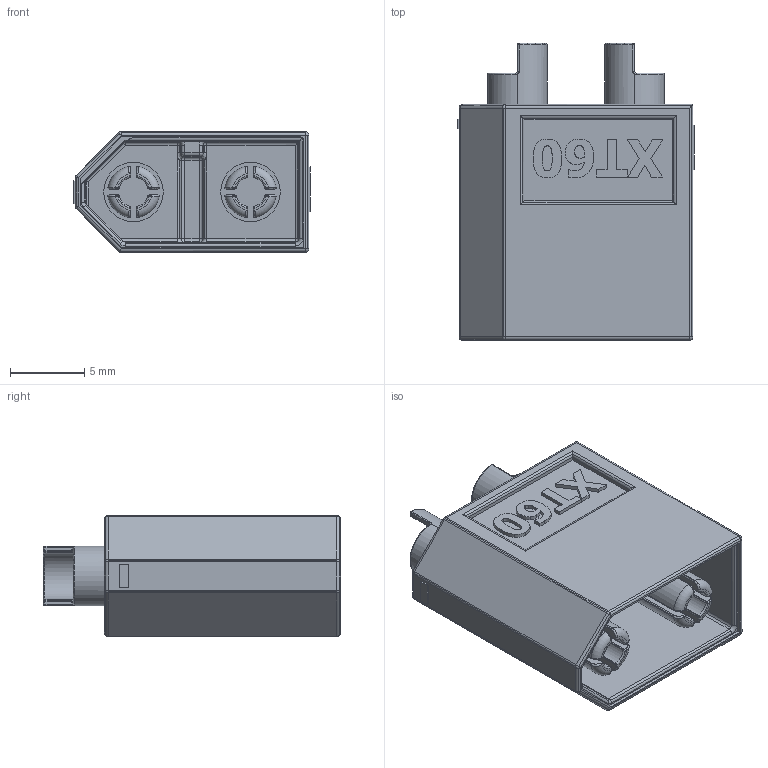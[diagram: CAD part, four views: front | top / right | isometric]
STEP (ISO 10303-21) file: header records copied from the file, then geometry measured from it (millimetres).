
FILE_DESCRIPTION (( 'STEP AP214' ), '1' );
FILE_NAME ('XT60 Male Connector.STEP', '2019-06-25T21:06:29', ( '' ), ( '' ), 'SwSTEP 2.0', 'SolidWorks 2019', '' );
FILE_SCHEMA (( 'AUTOMOTIVE_DESIGN' ));
Length unit declared in the file: millimetre
Products named in the file (1): XT60 Male Connector
Bounding box: 15.94 x 19.98 x 8.13 mm (x, y, z)
Volume: 1019.8 mm3; surface area: 2247.5 mm2
Topology: 3 solids, 3 shells, 606 faces, 1514 edges, 906 vertices
Faces by surface type: cylinder 280, plane 150, bspline 93, sphere 44, torus 35, cone 4
Entity records: 25880 total; most frequent: CARTESIAN_POINT 5632, ORIENTED_EDGE 2958, DIRECTION 2608, EDGE_CURVE 1479, AXIS2_PLACEMENT_3D 959, VERTEX_POINT 906, LINE 690, VECTOR 690
